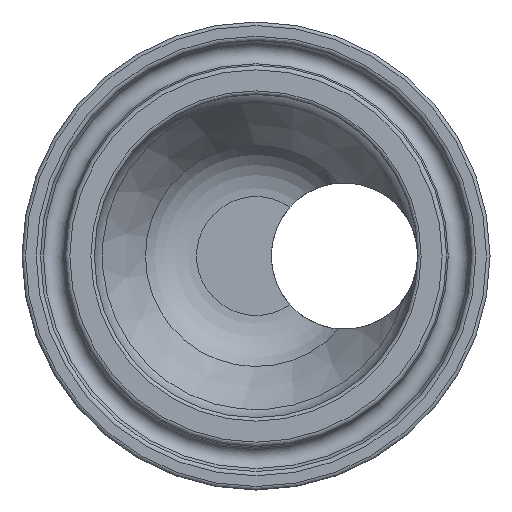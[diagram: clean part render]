
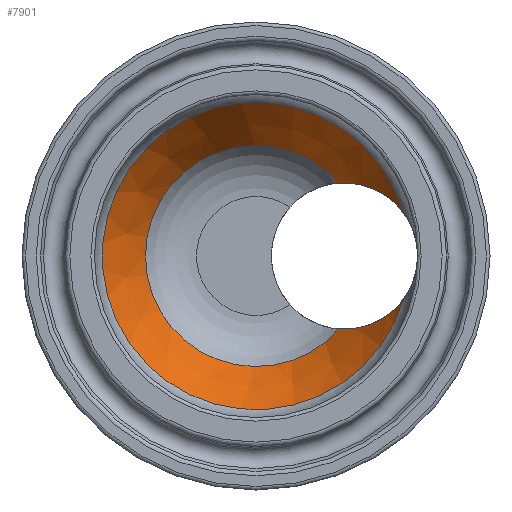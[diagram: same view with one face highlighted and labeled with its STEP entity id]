
A CAD part, left-side view. The second image highlights one B-rep face of the part: STEP entity #7901.
In plain terms, the highlighted conical face has half-angle 30 degrees and reference radius 13.733 mm.
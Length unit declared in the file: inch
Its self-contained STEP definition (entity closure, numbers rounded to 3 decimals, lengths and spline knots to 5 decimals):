
#17=CONICAL_SURFACE('',#8358,0.54066,30.);
#945=FACE_OUTER_BOUND('',#1441,.T.);
#1441=EDGE_LOOP('',(#7355,#7356,#7357,#7358));
#1633=CIRCLE('',#8359,0.46849);
#1634=CIRCLE('',#8360,0.65151);
#3092=B_SPLINE_CURVE_WITH_KNOTS('',3,(#17683,#17684,#17685,#17686,#17687,
#17688,#17689,#17690,#17691,#17692,#17693,#17694,#17695,#17696,#17697,#17698),
 .UNSPECIFIED.,.F.,.F.,(4,3,3,3,3,4),(1.12537,1.42285,
1.61471,1.75571,2.10595,2.22243),
 .UNSPECIFIED.);
#3095=B_SPLINE_CURVE_WITH_KNOTS('',3,(#17721,#17722,#17723,#17724,#17725,
#17726,#17727,#17728,#17729,#17730,#17731,#17732,#17733),.UNSPECIFIED.,
 .F.,.F.,(4,3,3,3,4),(3.22925,3.58322,3.80936,
3.96385,4.32631),.UNSPECIFIED.);
#3872=VERTEX_POINT('',#17664);
#3873=VERTEX_POINT('',#17673);
#3874=VERTEX_POINT('',#17682);
#3877=VERTEX_POINT('',#17710);
#5035=EDGE_CURVE('',#3874,#3873,#3092,.T.);
#5039=EDGE_CURVE('',#3872,#3877,#3095,.T.);
#5043=EDGE_CURVE('',#3874,#3877,#1633,.T.);
#5044=EDGE_CURVE('',#3872,#3873,#1634,.T.);
#7355=ORIENTED_EDGE('',*,*,#5039,.T.);
#7356=ORIENTED_EDGE('',*,*,#5043,.F.);
#7357=ORIENTED_EDGE('',*,*,#5035,.T.);
#7358=ORIENTED_EDGE('',*,*,#5044,.F.);
#7901=ADVANCED_FACE('',(#945),#17,.F.);
#8358=AXIS2_PLACEMENT_3D('',#17741,#9781,#9782);
#8359=AXIS2_PLACEMENT_3D('',#17742,#9783,#9784);
#8360=AXIS2_PLACEMENT_3D('',#17743,#9785,#9786);
#9781=DIRECTION('center_axis',(-1.,0.,0.));
#9782=DIRECTION('ref_axis',(0.,-1.,0.));
#9783=DIRECTION('center_axis',(-1.,0.,0.));
#9784=DIRECTION('ref_axis',(0.,1.,0.));
#9785=DIRECTION('center_axis',(1.,0.,0.));
#9786=DIRECTION('ref_axis',(0.,1.,0.));
#17664=CARTESIAN_POINT('',(0.55801,-0.62531,-0.18287));
#17673=CARTESIAN_POINT('',(0.55801,-0.62531,0.18287));
#17682=CARTESIAN_POINT('',(0.875,-0.35202,0.30915));
#17683=CARTESIAN_POINT('Ctrl Pts',(0.875,-0.35202,
0.30915));
#17684=CARTESIAN_POINT('Ctrl Pts',(0.84183,-0.37594,
0.31093));
#17685=CARTESIAN_POINT('Ctrl Pts',(0.80964,-0.40063,
0.30997));
#17686=CARTESIAN_POINT('Ctrl Pts',(0.77878,-0.42553,
0.30585));
#17687=CARTESIAN_POINT('Ctrl Pts',(0.75887,-0.44159,
0.3032));
#17688=CARTESIAN_POINT('Ctrl Pts',(0.73952,-0.45774,
0.29924));
#17689=CARTESIAN_POINT('Ctrl Pts',(0.72081,-0.4738,
0.29384));
#17690=CARTESIAN_POINT('Ctrl Pts',(0.70706,-0.4856,
0.28987));
#17691=CARTESIAN_POINT('Ctrl Pts',(0.6934,-0.49758,
0.28507));
#17692=CARTESIAN_POINT('Ctrl Pts',(0.67962,-0.50991,
0.2791));
#17693=CARTESIAN_POINT('Ctrl Pts',(0.64538,-0.54055,
0.26429));
#17694=CARTESIAN_POINT('Ctrl Pts',(0.61176,-0.57234,
0.24235));
#17695=CARTESIAN_POINT('Ctrl Pts',(0.58386,-0.59968,
0.21359));
#17696=CARTESIAN_POINT('Ctrl Pts',(0.57459,-0.60877,
0.20402));
#17697=CARTESIAN_POINT('Ctrl Pts',(0.56593,-0.61737,
0.19374));
#17698=CARTESIAN_POINT('Ctrl Pts',(0.55801,-0.62531,
0.18287));
#17710=CARTESIAN_POINT('',(0.875,-0.35202,-0.30915));
#17721=CARTESIAN_POINT('Ctrl Pts',(0.55801,-0.62531,
-0.18287));
#17722=CARTESIAN_POINT('Ctrl Pts',(0.58207,-0.60118,
-0.2159));
#17723=CARTESIAN_POINT('Ctrl Pts',(0.61319,-0.57082,
-0.24312));
#17724=CARTESIAN_POINT('Ctrl Pts',(0.64688,-0.53968,
-0.26264));
#17725=CARTESIAN_POINT('Ctrl Pts',(0.66841,-0.51979,
-0.27511));
#17726=CARTESIAN_POINT('Ctrl Pts',(0.69094,-0.49962,
-0.28456));
#17727=CARTESIAN_POINT('Ctrl Pts',(0.71278,-0.48072,
-0.29142));
#17728=CARTESIAN_POINT('Ctrl Pts',(0.7277,-0.46781,
-0.2961));
#17729=CARTESIAN_POINT('Ctrl Pts',(0.74303,-0.45483,
-0.29984));
#17730=CARTESIAN_POINT('Ctrl Pts',(0.75875,-0.44187,
-0.3027));
#17731=CARTESIAN_POINT('Ctrl Pts',(0.79563,-0.41146,
-0.30942));
#17732=CARTESIAN_POINT('Ctrl Pts',(0.83459,-0.38116,
-0.31131));
#17733=CARTESIAN_POINT('Ctrl Pts',(0.875,-0.35202,
-0.30915));
#17741=CARTESIAN_POINT('Origin',(0.75,0.,0.));
#17742=CARTESIAN_POINT('Origin',(0.875,0.,0.));
#17743=CARTESIAN_POINT('Origin',(0.55801,0.,
0.));
